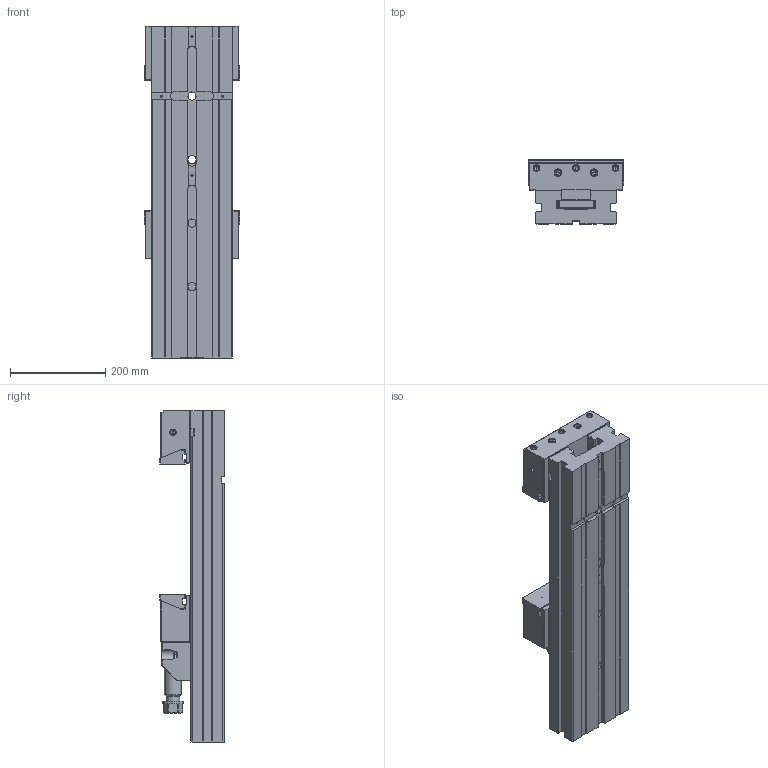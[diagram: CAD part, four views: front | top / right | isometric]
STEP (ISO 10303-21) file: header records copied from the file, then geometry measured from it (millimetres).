
FILE_DESCRIPTION (( 'STEP AP214' ), '1' );
FILE_NAME ('GT853178-00.STEP', '2021-05-17T05:59:38', ( '' ), ( '' ), 'SwSTEP 2.0', 'SolidWorks 2012', '' );
FILE_SCHEMA (( 'AUTOMOTIVE_DESIGN' ));
Length unit declared in the file: millimetre
Products named in the file (16): hex socket set screws with flat point gb_GB_FASTENER_SCREWS_HSFP M16X16-N; hexagon socket head cap screws gb_GB_FASTENER_SCREWS_HSHCS M10X20-N; hexagon socket head cap screws gb_GB_FASTENER_SCREWS_HSHCS M10X45-N; hexagon socket head cap screws gb_GB_FASTENER_SCREWS_HSHCS M10X90-N; hexagon socket head cap screws gb_GB_FASTENER_SCREWS_HSHCS M20X70-N; GT853178-06; 钢球; GT853177-13; GT853177-12; GT853177-11; GT853177-05; GT853177-04; GT853177-02; GT853177-01; GT853178-00; hexagon socket set screws with dog point gb_GB_FASTENER_SCREWS_ISCCB M20X50-N
Assembly tree (26 placements, depth 2):
  GT853178-00
    GT853177-01
    GT853177-02
    GT853177-04
    GT853177-05
    GT853177-11
    GT853177-12
    GT853177-13
    钢球
    GT853178-06
    hexagon socket head cap screws gb_GB_FASTENER_SCREWS_HSHCS M20X70-N  x4
    hexagon socket head cap screws gb_GB_FASTENER_SCREWS_HSHCS M10X90-N  x2
    hexagon socket head cap screws gb_GB_FASTENER_SCREWS_HSHCS M10X45-N  x2
    hexagon socket head cap screws gb_GB_FASTENER_SCREWS_HSHCS M10X20-N  x4
    hex socket set screws with flat point gb_GB_FASTENER_SCREWS_HSFP M16X16-N  x4
    hexagon socket set screws with dog point gb_GB_FASTENER_SCREWS_ISCCB M20X50-N
Bounding box: 200 x 135 x 697 mm (x, y, z)
Volume: 9125687.8 mm3; surface area: 950185 mm2
Topology: 26 solids, 26 shells, 1314 faces, 3149 edges, 1868 vertices
Faces by surface type: plane 651, cone 322, cylinder 309, torus 25, bspline 5, sphere 2
Entity records: 35145 total; most frequent: CARTESIAN_POINT 9503, DIRECTION 5206, ORIENTED_EDGE 4912, EDGE_CURVE 2456, AXIS2_PLACEMENT_3D 1808, LINE 1590, VECTOR 1590, VERTEX_POINT 1514
